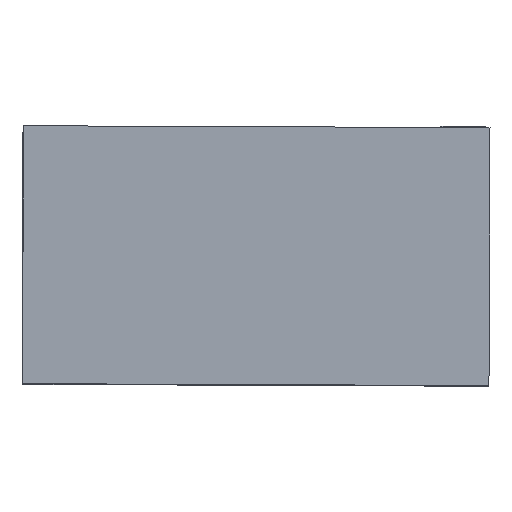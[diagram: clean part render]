
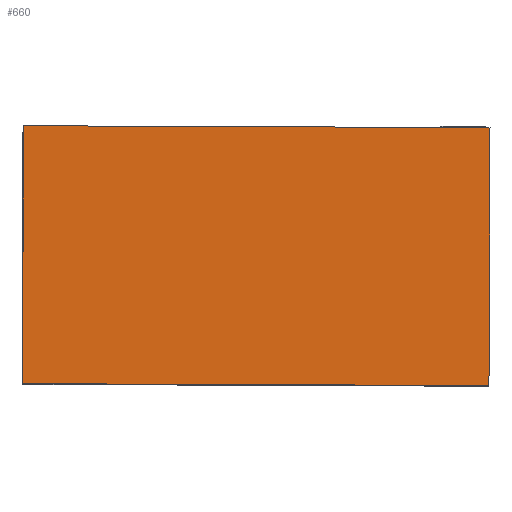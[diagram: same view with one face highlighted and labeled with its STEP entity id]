
A CAD part, top view. The second image highlights one B-rep face of the part: STEP entity #660.
In plain terms, the highlighted face is planar.
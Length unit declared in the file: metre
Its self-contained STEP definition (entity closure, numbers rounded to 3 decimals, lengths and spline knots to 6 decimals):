
#78=LINE('',#1070,#150);
#82=LINE('',#1078,#154);
#85=LINE('',#1084,#157);
#87=LINE('',#1087,#159);
#150=VECTOR('',#857,1.);
#154=VECTOR('',#863,1.);
#157=VECTOR('',#868,1.);
#159=VECTOR('',#872,1.);
#204=PLANE('',#743);
#330=ORIENTED_EDGE('',*,*,#434,.F.);
#331=ORIENTED_EDGE('',*,*,#438,.T.);
#332=ORIENTED_EDGE('',*,*,#441,.T.);
#333=ORIENTED_EDGE('',*,*,#443,.F.);
#434=EDGE_CURVE('',#504,#505,#78,.T.);
#438=EDGE_CURVE('',#504,#507,#82,.T.);
#441=EDGE_CURVE('',#507,#509,#85,.T.);
#443=EDGE_CURVE('',#505,#509,#87,.T.);
#504=VERTEX_POINT('',#1069);
#505=VERTEX_POINT('',#1071);
#507=VERTEX_POINT('',#1077);
#509=VERTEX_POINT('',#1083);
#566=EDGE_LOOP('',(#330,#331,#332,#333));
#618=FACE_BOUND('',#566,.T.);
#660=ADVANCED_FACE('',(#618),#204,.T.);
#743=AXIS2_PLACEMENT_3D('',#1088,#873,#874);
#857=DIRECTION('',(0.,-1.,0.));
#863=DIRECTION('',(0.,0.,1.));
#868=DIRECTION('',(0.,-1.,0.));
#872=DIRECTION('',(0.,0.,1.));
#873=DIRECTION('',(1.,0.,0.));
#874=DIRECTION('',(0.,1.,0.));
#1069=CARTESIAN_POINT('',(0.00508,0.026416,-0.058769));
#1070=CARTESIAN_POINT('',(0.00508,0.,-0.058769));
#1071=CARTESIAN_POINT('',(0.00508,-0.026416,-0.058769));
#1077=CARTESIAN_POINT('',(0.00508,0.026416,-0.029559));
#1078=CARTESIAN_POINT('',(0.00508,0.026416,-0.044164));
#1083=CARTESIAN_POINT('',(0.00508,-0.026416,-0.029559));
#1084=CARTESIAN_POINT('',(0.00508,0.,-0.029559));
#1087=CARTESIAN_POINT('',(0.00508,-0.026416,-0.044164));
#1088=CARTESIAN_POINT('',(0.00508,0.,-0.044164));
